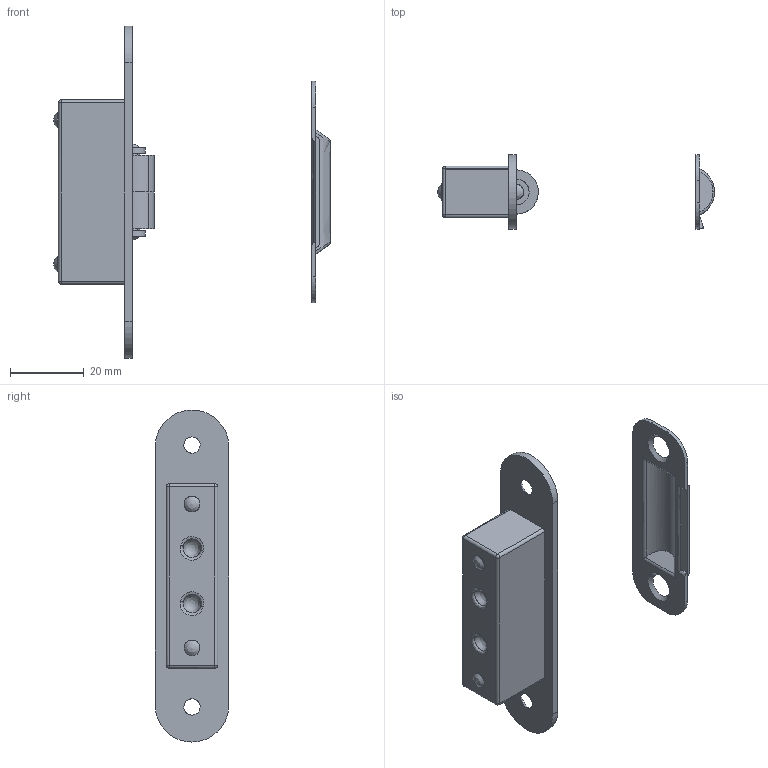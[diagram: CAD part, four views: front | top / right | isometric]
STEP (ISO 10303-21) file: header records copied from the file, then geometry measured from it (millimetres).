
FILE_DESCRIPTION((''),'2;1');
FILE_NAME('','2012-08-22T10:12:30',(''),(''),'','CADfix','');
FILE_SCHEMA(('AUTOMOTIVE_DESIGN { 1 0 10303 214 1 1 1 1 }'));
Length unit declared in the file: millimetre
Bounding box: 75.05 x 20 x 90 mm (x, y, z)
Volume: 9315.9 mm3; surface area: 15100 mm2
Topology: 10 solids, 10 shells, 207 faces, 712 edges, 536 vertices
Faces by surface type: bspline 207
Entity records: 10207 total; most frequent: CARTESIAN_POINT 5889, ORIENTED_EDGE 1424, EDGE_CURVE 712, VERTEX_POINT 536, B_SPLINE_CURVE_WITH_KNOTS 380, QUASI_UNIFORM_CURVE 312, EDGE_LOOP 246, FACE_OUTER_BOUND 207
